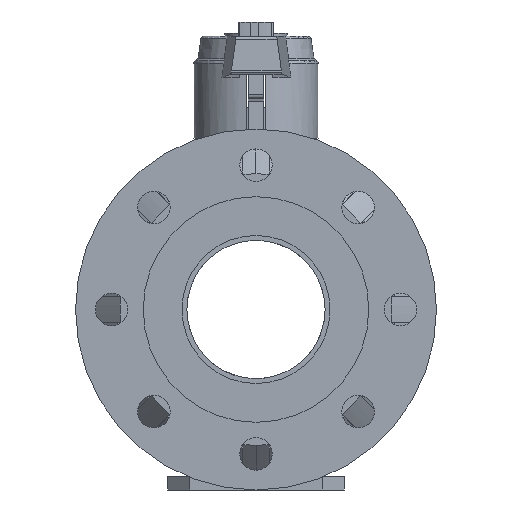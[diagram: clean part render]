
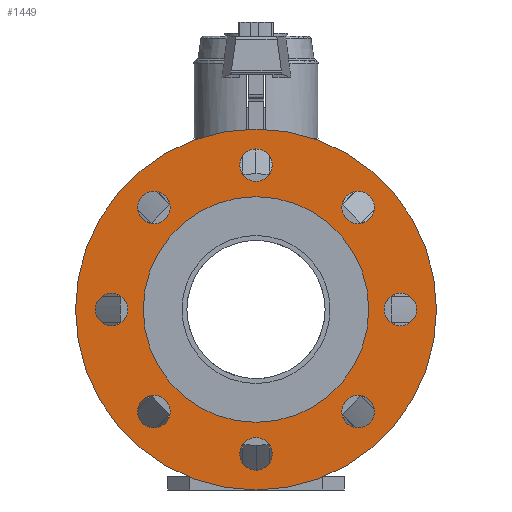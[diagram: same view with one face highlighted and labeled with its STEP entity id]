
A CAD part, left-side view. The second image highlights one B-rep face of the part: STEP entity #1449.
In plain terms, the highlighted planar face has unit normal (-1, 0, 0).
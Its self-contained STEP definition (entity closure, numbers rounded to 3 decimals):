
#1449=ADVANCED_FACE('',(#3166,#3167,#3168,#3169,#3170,#3171,#3172,#3173,#3174,#3175),#3176,.T.);
#3166=FACE_BOUND('',#5889,.T.);
#3167=FACE_BOUND('',#5890,.T.);
#3168=FACE_BOUND('',#5891,.T.);
#3169=FACE_BOUND('',#5892,.T.);
#3170=FACE_BOUND('',#5893,.T.);
#3171=FACE_BOUND('',#5894,.T.);
#3172=FACE_BOUND('',#5895,.T.);
#3173=FACE_BOUND('',#5896,.T.);
#3174=FACE_BOUND('',#5897,.T.);
#3175=FACE_OUTER_BOUND('',#5898,.T.);
#3176=PLANE('',#5899);
#5889=EDGE_LOOP('',(#10145,#10146));
#5890=EDGE_LOOP('',(#10147,#10148));
#5891=EDGE_LOOP('',(#10149,#10150));
#5892=EDGE_LOOP('',(#10151,#10152));
#5893=EDGE_LOOP('',(#10153,#10154));
#5894=EDGE_LOOP('',(#10155,#10156));
#5895=EDGE_LOOP('',(#10157,#10158));
#5896=EDGE_LOOP('',(#10159,#10160));
#5897=EDGE_LOOP('',(#10161,#10162));
#5898=EDGE_LOOP('',(#10163,#10164));
#5899=AXIS2_PLACEMENT_3D('',#10165,#10166,#10167);
#10145=ORIENTED_EDGE('',*,*,#14920,.T.);
#10146=ORIENTED_EDGE('',*,*,#14922,.T.);
#10147=ORIENTED_EDGE('',*,*,#14915,.T.);
#10148=ORIENTED_EDGE('',*,*,#14925,.T.);
#10149=ORIENTED_EDGE('',*,*,#14910,.T.);
#10150=ORIENTED_EDGE('',*,*,#14928,.T.);
#10151=ORIENTED_EDGE('',*,*,#14905,.T.);
#10152=ORIENTED_EDGE('',*,*,#14931,.T.);
#10153=ORIENTED_EDGE('',*,*,#14900,.T.);
#10154=ORIENTED_EDGE('',*,*,#14934,.T.);
#10155=ORIENTED_EDGE('',*,*,#14895,.T.);
#10156=ORIENTED_EDGE('',*,*,#14937,.T.);
#10157=ORIENTED_EDGE('',*,*,#14890,.T.);
#10158=ORIENTED_EDGE('',*,*,#14940,.T.);
#10159=ORIENTED_EDGE('',*,*,#14885,.T.);
#10160=ORIENTED_EDGE('',*,*,#14943,.T.);
#10161=ORIENTED_EDGE('',*,*,#14880,.T.);
#10162=ORIENTED_EDGE('',*,*,#14946,.T.);
#10163=ORIENTED_EDGE('',*,*,#14874,.F.);
#10164=ORIENTED_EDGE('',*,*,#14950,.F.);
#10165=CARTESIAN_POINT('',(-143.0,0.0,50.0));
#10166=DIRECTION('',(-1.0,0.0,0.0));
#10167=DIRECTION('',(0.0,0.0,1.0));
#14874=EDGE_CURVE('',#17867,#17869,#17870,.T.);
#14880=EDGE_CURVE('',#17874,#17878,#17880,.T.);
#14885=EDGE_CURVE('',#17883,#17887,#17889,.T.);
#14890=EDGE_CURVE('',#17892,#17896,#17898,.T.);
#14895=EDGE_CURVE('',#17901,#17905,#17907,.T.);
#14900=EDGE_CURVE('',#17910,#17914,#17916,.T.);
#14905=EDGE_CURVE('',#17919,#17923,#17925,.T.);
#14910=EDGE_CURVE('',#17928,#17932,#17934,.T.);
#14915=EDGE_CURVE('',#17937,#17941,#17943,.T.);
#14920=EDGE_CURVE('',#17946,#17950,#17952,.T.);
#14922=EDGE_CURVE('',#17950,#17946,#17954,.T.);
#14925=EDGE_CURVE('',#17941,#17937,#17957,.T.);
#14928=EDGE_CURVE('',#17932,#17928,#17960,.T.);
#14931=EDGE_CURVE('',#17923,#17919,#17963,.T.);
#14934=EDGE_CURVE('',#17914,#17910,#17966,.T.);
#14937=EDGE_CURVE('',#17905,#17901,#17969,.T.);
#14940=EDGE_CURVE('',#17896,#17892,#17972,.T.);
#14943=EDGE_CURVE('',#17887,#17883,#17975,.T.);
#14946=EDGE_CURVE('',#17878,#17874,#17978,.T.);
#14950=EDGE_CURVE('',#17869,#17867,#17982,.T.);
#17867=VERTEX_POINT('',#23164);
#17869=VERTEX_POINT('',#23167);
#17870=CIRCLE('',#23168,100.0);
#17874=VERTEX_POINT('',#23173);
#17878=VERTEX_POINT('',#23178);
#17880=CIRCLE('',#23181,55.0);
#17883=VERTEX_POINT('',#23184);
#17887=VERTEX_POINT('',#23189);
#17889=CIRCLE('',#23192,9.0);
#17892=VERTEX_POINT('',#23195);
#17896=VERTEX_POINT('',#23200);
#17898=CIRCLE('',#23203,9.0);
#17901=VERTEX_POINT('',#23206);
#17905=VERTEX_POINT('',#23211);
#17907=CIRCLE('',#23214,9.0);
#17910=VERTEX_POINT('',#23217);
#17914=VERTEX_POINT('',#23222);
#17916=CIRCLE('',#23225,9.0);
#17919=VERTEX_POINT('',#23228);
#17923=VERTEX_POINT('',#23233);
#17925=CIRCLE('',#23236,9.0);
#17928=VERTEX_POINT('',#23239);
#17932=VERTEX_POINT('',#23244);
#17934=CIRCLE('',#23247,9.0);
#17937=VERTEX_POINT('',#23250);
#17941=VERTEX_POINT('',#23255);
#17943=CIRCLE('',#23258,9.0);
#17946=VERTEX_POINT('',#23261);
#17950=VERTEX_POINT('',#23266);
#17952=CIRCLE('',#23269,9.0);
#17954=CIRCLE('',#23271,9.0);
#17957=CIRCLE('',#23274,9.0);
#17960=CIRCLE('',#23277,9.0);
#17963=CIRCLE('',#23280,9.0);
#17966=CIRCLE('',#23283,9.0);
#17969=CIRCLE('',#23286,9.0);
#17972=CIRCLE('',#23289,9.0);
#17975=CIRCLE('',#23292,9.0);
#17978=CIRCLE('',#23295,55.0);
#17982=CIRCLE('',#23299,100.0);
#23164=CARTESIAN_POINT('',(-143.0,0.0,0.0));
#23167=CARTESIAN_POINT('',(-143.0,0.,200.0));
#23168=AXIS2_PLACEMENT_3D('',#29325,#29326,#29327);
#23173=CARTESIAN_POINT('',(-143.0,0.0,45.0));
#23178=CARTESIAN_POINT('',(-143.0,0.,155.0));
#23181=AXIS2_PLACEMENT_3D('',#29334,#29335,#29336);
#23184=CARTESIAN_POINT('',(-143.0,-50.205,150.205));
#23189=CARTESIAN_POINT('',(-143.0,-62.933,162.933));
#23192=AXIS2_PLACEMENT_3D('',#29342,#29343,#29344);
#23195=CARTESIAN_POINT('',(-143.0,-71.0,100.0));
#23200=CARTESIAN_POINT('',(-143.0,-89.0,100.0));
#23203=AXIS2_PLACEMENT_3D('',#29350,#29351,#29352);
#23206=CARTESIAN_POINT('',(-143.0,-50.205,49.795));
#23211=CARTESIAN_POINT('',(-143.0,-62.933,37.067));
#23214=AXIS2_PLACEMENT_3D('',#29358,#29359,#29360);
#23217=CARTESIAN_POINT('',(-143.0,0.0,29.0));
#23222=CARTESIAN_POINT('',(-143.0,0.,11.0));
#23225=AXIS2_PLACEMENT_3D('',#29366,#29367,#29368);
#23228=CARTESIAN_POINT('',(-143.0,50.205,49.795));
#23233=CARTESIAN_POINT('',(-143.0,62.933,37.067));
#23236=AXIS2_PLACEMENT_3D('',#29374,#29375,#29376);
#23239=CARTESIAN_POINT('',(-143.0,71.0,100.0));
#23244=CARTESIAN_POINT('',(-143.0,89.0,100.0));
#23247=AXIS2_PLACEMENT_3D('',#29382,#29383,#29384);
#23250=CARTESIAN_POINT('',(-143.0,50.205,150.205));
#23255=CARTESIAN_POINT('',(-143.0,62.933,162.933));
#23258=AXIS2_PLACEMENT_3D('',#29390,#29391,#29392);
#23261=CARTESIAN_POINT('',(-143.0,0.0,171.0));
#23266=CARTESIAN_POINT('',(-143.0,0.,189.0));
#23269=AXIS2_PLACEMENT_3D('',#29398,#29399,#29400);
#23271=AXIS2_PLACEMENT_3D('',#29401,#29402,#29403);
#23274=AXIS2_PLACEMENT_3D('',#29407,#29408,#29409);
#23277=AXIS2_PLACEMENT_3D('',#29413,#29414,#29415);
#23280=AXIS2_PLACEMENT_3D('',#29419,#29420,#29421);
#23283=AXIS2_PLACEMENT_3D('',#29425,#29426,#29427);
#23286=AXIS2_PLACEMENT_3D('',#29431,#29432,#29433);
#23289=AXIS2_PLACEMENT_3D('',#29437,#29438,#29439);
#23292=AXIS2_PLACEMENT_3D('',#29443,#29444,#29445);
#23295=AXIS2_PLACEMENT_3D('',#29449,#29450,#29451);
#23299=AXIS2_PLACEMENT_3D('',#29458,#29459,#29460);
#29325=CARTESIAN_POINT('',(-143.0,0.0,100.0));
#29326=DIRECTION('',(1.0,0.0,0.0));
#29327=DIRECTION('',(0.0,0.0,-1.0));
#29334=CARTESIAN_POINT('',(-143.0,0.0,100.0));
#29335=DIRECTION('',(1.0,-0.0,0.0));
#29336=DIRECTION('',(0.0,0.0,-1.0));
#29342=CARTESIAN_POINT('',(-143.0,-56.569,156.569));
#29343=DIRECTION('',(1.0,-0.0,0.0));
#29344=DIRECTION('',(0.0,0.707,-0.707));
#29350=CARTESIAN_POINT('',(-143.0,-80.0,100.0));
#29351=DIRECTION('',(1.0,0.0,-0.0));
#29352=DIRECTION('',(0.0,1.0,0.0));
#29358=CARTESIAN_POINT('',(-143.0,-56.569,43.431));
#29359=DIRECTION('',(1.0,0.0,-0.0));
#29360=DIRECTION('',(0.0,0.707,0.707));
#29366=CARTESIAN_POINT('',(-143.0,0.0,20.0));
#29367=DIRECTION('',(1.0,0.0,-0.0));
#29368=DIRECTION('',(0.0,0.0,1.0));
#29374=CARTESIAN_POINT('',(-143.0,56.569,43.431));
#29375=DIRECTION('',(1.0,0.0,-0.0));
#29376=DIRECTION('',(0.0,-0.707,0.707));
#29382=CARTESIAN_POINT('',(-143.0,80.0,100.0));
#29383=DIRECTION('',(1.0,0.0,-0.0));
#29384=DIRECTION('',(0.0,-1.0,0.0));
#29390=CARTESIAN_POINT('',(-143.0,56.569,156.569));
#29391=DIRECTION('',(1.0,0.0,0.0));
#29392=DIRECTION('',(0.0,-0.707,-0.707));
#29398=CARTESIAN_POINT('',(-143.0,0.0,180.0));
#29399=DIRECTION('',(1.0,-0.0,0.0));
#29400=DIRECTION('',(0.0,0.0,-1.0));
#29401=CARTESIAN_POINT('',(-143.0,0.0,180.0));
#29402=DIRECTION('',(1.0,-0.0,0.0));
#29403=DIRECTION('',(0.0,0.0,-1.0));
#29407=CARTESIAN_POINT('',(-143.0,56.569,156.569));
#29408=DIRECTION('',(1.0,0.0,0.0));
#29409=DIRECTION('',(0.0,-0.707,-0.707));
#29413=CARTESIAN_POINT('',(-143.0,80.0,100.0));
#29414=DIRECTION('',(1.0,0.0,-0.0));
#29415=DIRECTION('',(0.0,-1.0,0.0));
#29419=CARTESIAN_POINT('',(-143.0,56.569,43.431));
#29420=DIRECTION('',(1.0,0.0,-0.0));
#29421=DIRECTION('',(0.0,-0.707,0.707));
#29425=CARTESIAN_POINT('',(-143.0,0.0,20.0));
#29426=DIRECTION('',(1.0,0.0,-0.0));
#29427=DIRECTION('',(0.0,0.0,1.0));
#29431=CARTESIAN_POINT('',(-143.0,-56.569,43.431));
#29432=DIRECTION('',(1.0,0.0,-0.0));
#29433=DIRECTION('',(0.0,0.707,0.707));
#29437=CARTESIAN_POINT('',(-143.0,-80.0,100.0));
#29438=DIRECTION('',(1.0,0.0,-0.0));
#29439=DIRECTION('',(0.0,1.0,0.0));
#29443=CARTESIAN_POINT('',(-143.0,-56.569,156.569));
#29444=DIRECTION('',(1.0,-0.0,0.0));
#29445=DIRECTION('',(0.0,0.707,-0.707));
#29449=CARTESIAN_POINT('',(-143.0,0.0,100.0));
#29450=DIRECTION('',(1.0,-0.0,0.0));
#29451=DIRECTION('',(0.0,0.0,-1.0));
#29458=CARTESIAN_POINT('',(-143.0,0.0,100.0));
#29459=DIRECTION('',(1.0,0.0,0.0));
#29460=DIRECTION('',(0.0,0.0,-1.0));
